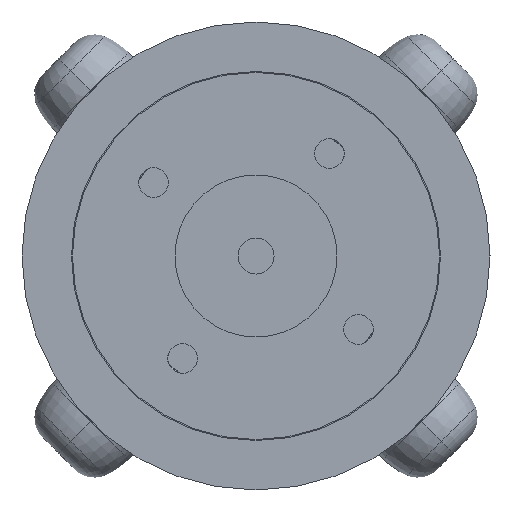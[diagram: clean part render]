
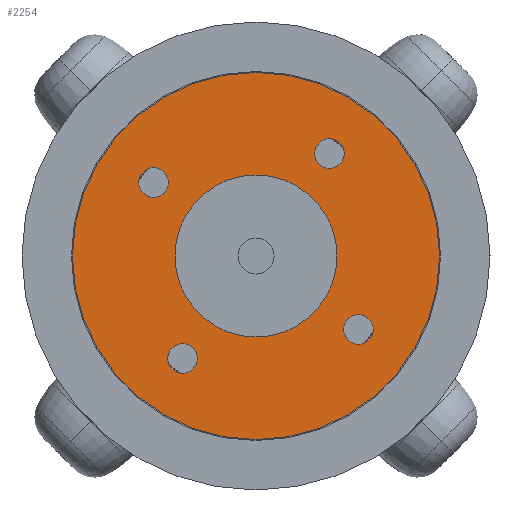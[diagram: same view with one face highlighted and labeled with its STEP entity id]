
A CAD part, left-side view. The second image highlights one B-rep face of the part: STEP entity #2254.
In plain terms, the highlighted planar face has unit normal (-1, 0, 0).
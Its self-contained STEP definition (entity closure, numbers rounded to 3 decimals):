
#5 = CIRCLE ( 'NONE', #1665, 1.65 ) ;
#8 = CIRCLE ( 'NONE', #2600, 1.65 ) ;
#67 = DIRECTION ( 'NONE',  ( -1., 0., 0. ) ) ;
#150 = AXIS2_PLACEMENT_3D ( 'NONE', #2460, #1051, #2709 ) ;
#154 = CIRCLE ( 'NONE', #1563, 20.4 ) ;
#169 = CARTESIAN_POINT ( 'NONE',  ( -115.4, -8.154, 11.381 ) ) ;
#178 = DIRECTION ( 'NONE',  ( 0., 0., 1. ) ) ;
#187 = ORIENTED_EDGE ( 'NONE', *, *, #2070, .F. ) ;
#189 = EDGE_LOOP ( 'NONE', ( #2711, #1884 ) ) ;
#206 = FACE_OUTER_BOUND ( 'NONE', #790, .T. ) ;
#207 = EDGE_LOOP ( 'NONE', ( #1842, #436 ) ) ;
#241 = VERTEX_POINT ( 'NONE', #2454 ) ;
#304 = CARTESIAN_POINT ( 'NONE',  ( -115.4, 20.4, 0. ) ) ;
#333 = CARTESIAN_POINT ( 'NONE',  ( -115.4, 0., 0. ) ) ;
#337 = AXIS2_PLACEMENT_3D ( 'NONE', #1506, #67, #1750 ) ;
#338 = AXIS2_PLACEMENT_3D ( 'NONE', #2228, #828, #2476 ) ;
#345 = VERTEX_POINT ( 'NONE', #1749 ) ;
#352 = EDGE_CURVE ( 'NONE', #1045, #2784, #154, .T. ) ;
#389 = CARTESIAN_POINT ( 'NONE',  ( -115.4, 11.381, 8.154 ) ) ;
#428 = DIRECTION ( 'NONE',  ( 0., 0., 1. ) ) ;
#436 = ORIENTED_EDGE ( 'NONE', *, *, #1813, .F. ) ;
#444 = FACE_BOUND ( 'NONE', #1129, .T. ) ;
#465 = CARTESIAN_POINT ( 'NONE',  ( -115.4, -11.381, -9.804 ) ) ;
#506 = CARTESIAN_POINT ( 'NONE',  ( -115.4, -11.381, -6.504 ) ) ;
#536 = ORIENTED_EDGE ( 'NONE', *, *, #3118, .F. ) ;
#574 = CARTESIAN_POINT ( 'NONE',  ( -115.4, -9., 0. ) ) ;
#608 = CARTESIAN_POINT ( 'NONE',  ( -115.4, -8.154, 13.031 ) ) ;
#631 = DIRECTION ( 'NONE',  ( 0., 0., 1. ) ) ;
#654 = AXIS2_PLACEMENT_3D ( 'NONE', #2238, #839, #2485 ) ;
#669 = CIRCLE ( 'NONE', #750, 1.65 ) ;
#702 = EDGE_CURVE ( 'NONE', #2399, #1517, #2502, .T. ) ;
#719 = CARTESIAN_POINT ( 'NONE',  ( -115.4, 0., 0. ) ) ;
#722 = EDGE_CURVE ( 'NONE', #2784, #1045, #2423, .T. ) ;
#750 = AXIS2_PLACEMENT_3D ( 'NONE', #3063, #1609, #178 ) ;
#762 = EDGE_CURVE ( 'NONE', #2179, #2782, #1802, .T. ) ;
#781 = ORIENTED_EDGE ( 'NONE', *, *, #1042, .T. ) ;
#790 = EDGE_LOOP ( 'NONE', ( #2906, #1970 ) ) ;
#828 = DIRECTION ( 'NONE',  ( 1., 0., 0. ) ) ;
#839 = DIRECTION ( 'NONE',  ( -1., 0., 0. ) ) ;
#854 = FACE_BOUND ( 'NONE', #2949, .T. ) ;
#967 = DIRECTION ( 'NONE',  ( 0., 1., 0. ) ) ;
#982 = DIRECTION ( 'NONE',  ( -1., 0., 0. ) ) ;
#985 = CARTESIAN_POINT ( 'NONE',  ( -115.4, -8.154, 11.381 ) ) ;
#1042 = EDGE_CURVE ( 'NONE', #2870, #345, #1287, .T. ) ;
#1045 = VERTEX_POINT ( 'NONE', #1667 ) ;
#1051 = DIRECTION ( 'NONE',  ( -1., 0., 0. ) ) ;
#1060 = CARTESIAN_POINT ( 'NONE',  ( -115.4, 8.154, -9.731 ) ) ;
#1078 = DIRECTION ( 'NONE',  ( 1., 0., 0. ) ) ;
#1086 = EDGE_CURVE ( 'NONE', #2782, #2179, #8, .T. ) ;
#1103 = CARTESIAN_POINT ( 'NONE',  ( -115.4, 11.381, 6.504 ) ) ;
#1129 = EDGE_LOOP ( 'NONE', ( #1922, #187 ) ) ;
#1171 = AXIS2_PLACEMENT_3D ( 'NONE', #304, #1251, #1956 ) ;
#1193 = VERTEX_POINT ( 'NONE', #608 ) ;
#1227 = DIRECTION ( 'NONE',  ( 0., 0., 1. ) ) ;
#1245 = EDGE_CURVE ( 'NONE', #241, #2493, #2095, .T. ) ;
#1251 = DIRECTION ( 'NONE',  ( -1., 0., 0. ) ) ;
#1271 = AXIS2_PLACEMENT_3D ( 'NONE', #169, #1837, #428 ) ;
#1287 = CIRCLE ( 'NONE', #1653, 9. ) ;
#1397 = CARTESIAN_POINT ( 'NONE',  ( -115.4, 8.154, -13.031 ) ) ;
#1435 = CIRCLE ( 'NONE', #1271, 1.65 ) ;
#1478 = FACE_BOUND ( 'NONE', #2506, .T. ) ;
#1506 = CARTESIAN_POINT ( 'NONE',  ( -115.4, 8.154, -11.381 ) ) ;
#1517 = VERTEX_POINT ( 'NONE', #1397 ) ;
#1563 = AXIS2_PLACEMENT_3D ( 'NONE', #333, #1961, #1976 ) ;
#1593 = AXIS2_PLACEMENT_3D ( 'NONE', #389, #2034, #631 ) ;
#1600 = AXIS2_PLACEMENT_3D ( 'NONE', #2486, #1078, #2731 ) ;
#1609 = DIRECTION ( 'NONE',  ( -1., 0., 0. ) ) ;
#1653 = AXIS2_PLACEMENT_3D ( 'NONE', #719, #2370, #967 ) ;
#1657 = EDGE_CURVE ( 'NONE', #1193, #2364, #5, .T. ) ;
#1665 = AXIS2_PLACEMENT_3D ( 'NONE', #985, #2631, #1227 ) ;
#1667 = CARTESIAN_POINT ( 'NONE',  ( -115.4, -20.4, 0. ) ) ;
#1678 = ORIENTED_EDGE ( 'NONE', *, *, #1913, .T. ) ;
#1689 = CARTESIAN_POINT ( 'NONE',  ( -115.4, 20.4, 0. ) ) ;
#1749 = CARTESIAN_POINT ( 'NONE',  ( -115.4, 9., 0. ) ) ;
#1750 = DIRECTION ( 'NONE',  ( 0., 0., 1. ) ) ;
#1791 = ORIENTED_EDGE ( 'NONE', *, *, #1657, .F. ) ;
#1802 = CIRCLE ( 'NONE', #654, 1.65 ) ;
#1813 = EDGE_CURVE ( 'NONE', #1517, #2399, #2093, .T. ) ;
#1837 = DIRECTION ( 'NONE',  ( -1., 0., 0. ) ) ;
#1842 = ORIENTED_EDGE ( 'NONE', *, *, #702, .F. ) ;
#1884 = ORIENTED_EDGE ( 'NONE', *, *, #762, .F. ) ;
#1913 = EDGE_CURVE ( 'NONE', #345, #2870, #2942, .T. ) ;
#1922 = ORIENTED_EDGE ( 'NONE', *, *, #1245, .F. ) ;
#1956 = DIRECTION ( 'NONE',  ( 0., -1., 0. ) ) ;
#1961 = DIRECTION ( 'NONE',  ( 1., 0., 0. ) ) ;
#1970 = ORIENTED_EDGE ( 'NONE', *, *, #352, .F. ) ;
#1976 = DIRECTION ( 'NONE',  ( 0., 1., 0. ) ) ;
#2034 = DIRECTION ( 'NONE',  ( -1., 0., 0. ) ) ;
#2070 = EDGE_CURVE ( 'NONE', #2493, #241, #669, .T. ) ;
#2093 = CIRCLE ( 'NONE', #337, 1.65 ) ;
#2095 = CIRCLE ( 'NONE', #1593, 1.65 ) ;
#2179 = VERTEX_POINT ( 'NONE', #465 ) ;
#2228 = CARTESIAN_POINT ( 'NONE',  ( -115.4, 0., 0. ) ) ;
#2238 = CARTESIAN_POINT ( 'NONE',  ( -115.4, -11.381, -8.154 ) ) ;
#2254 = ADVANCED_FACE ( 'NONE', ( #2815, #2738, #1478, #444, #854, #206 ), #2412, .T. ) ;
#2364 = VERTEX_POINT ( 'NONE', #2457 ) ;
#2370 = DIRECTION ( 'NONE',  ( 1., 0., 0. ) ) ;
#2388 = CARTESIAN_POINT ( 'NONE',  ( -115.4, -11.381, -8.154 ) ) ;
#2399 = VERTEX_POINT ( 'NONE', #1060 ) ;
#2412 = PLANE ( 'NONE',  #1171 ) ;
#2423 = CIRCLE ( 'NONE', #338, 20.4 ) ;
#2454 = CARTESIAN_POINT ( 'NONE',  ( -115.4, 11.381, 9.804 ) ) ;
#2457 = CARTESIAN_POINT ( 'NONE',  ( -115.4, -8.154, 9.731 ) ) ;
#2460 = CARTESIAN_POINT ( 'NONE',  ( -115.4, 8.154, -11.381 ) ) ;
#2476 = DIRECTION ( 'NONE',  ( 0., 1., 0. ) ) ;
#2485 = DIRECTION ( 'NONE',  ( 0., 0., 1. ) ) ;
#2486 = CARTESIAN_POINT ( 'NONE',  ( -115.4, 0., 0. ) ) ;
#2493 = VERTEX_POINT ( 'NONE', #1103 ) ;
#2502 = CIRCLE ( 'NONE', #150, 1.65 ) ;
#2506 = EDGE_LOOP ( 'NONE', ( #1791, #536 ) ) ;
#2600 = AXIS2_PLACEMENT_3D ( 'NONE', #2388, #982, #2630 ) ;
#2630 = DIRECTION ( 'NONE',  ( 0., 0., 1. ) ) ;
#2631 = DIRECTION ( 'NONE',  ( -1., 0., 0. ) ) ;
#2709 = DIRECTION ( 'NONE',  ( 0., 0., 1. ) ) ;
#2711 = ORIENTED_EDGE ( 'NONE', *, *, #1086, .F. ) ;
#2731 = DIRECTION ( 'NONE',  ( 0., 1., 0. ) ) ;
#2738 = FACE_BOUND ( 'NONE', #189, .T. ) ;
#2782 = VERTEX_POINT ( 'NONE', #506 ) ;
#2784 = VERTEX_POINT ( 'NONE', #1689 ) ;
#2815 = FACE_BOUND ( 'NONE', #207, .T. ) ;
#2870 = VERTEX_POINT ( 'NONE', #574 ) ;
#2906 = ORIENTED_EDGE ( 'NONE', *, *, #722, .F. ) ;
#2942 = CIRCLE ( 'NONE', #1600, 9. ) ;
#2949 = EDGE_LOOP ( 'NONE', ( #1678, #781 ) ) ;
#3063 = CARTESIAN_POINT ( 'NONE',  ( -115.4, 11.381, 8.154 ) ) ;
#3118 = EDGE_CURVE ( 'NONE', #2364, #1193, #1435, .T. ) ;
